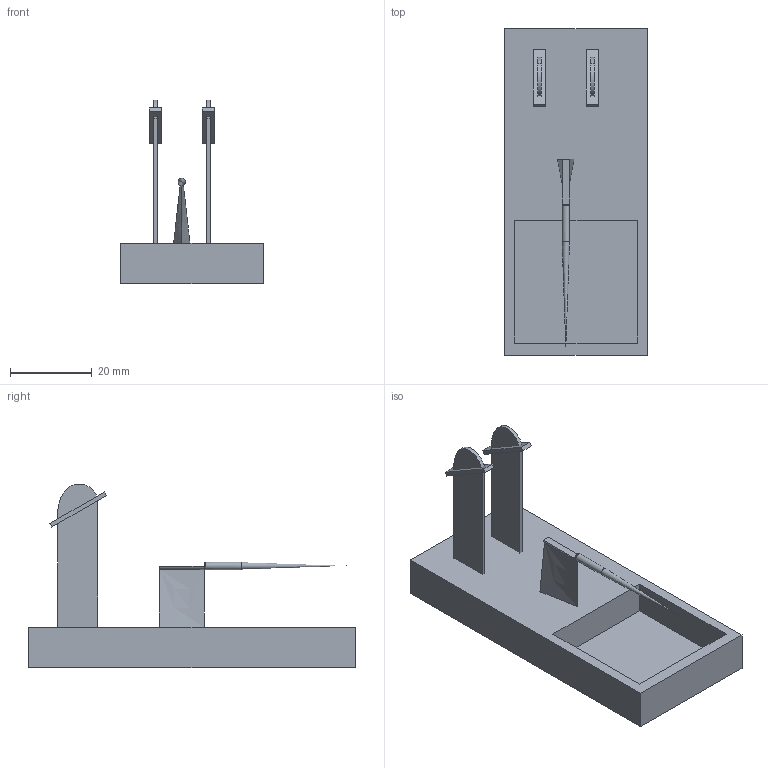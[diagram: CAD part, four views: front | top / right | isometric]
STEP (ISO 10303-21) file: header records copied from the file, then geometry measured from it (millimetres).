
FILE_DESCRIPTION(/* description */ (''),/* implementation_level */ '2;1');
FILE_NAME(/* name */ 'Placement tool-expander tool.step',/* time_stamp */ '2024-06-14T15:47:36-07:00',/* author */ (''),/* organization */ (''),/* preprocessor_version */ 'ST-DEVELOPER v20',/* originating_system */ 'Autodesk Translation Framework v13.14.0.145',/* authorisation */ '');
FILE_SCHEMA (('AUTOMOTIVE_DESIGN { 1 0 10303 214 3 1 1 }'));
Length unit declared in the file: millimetre
Products named in the file (1): Placement tool v5
Bounding box: 35 x 80 x 45.06 mm (x, y, z)
Volume: 21750.1 mm3; surface area: 11139.8 mm2
Topology: 5 solids, 5 shells, 58 faces, 130 edges, 83 vertices
Faces by surface type: plane 45, cylinder 10, bspline 2, cone 1
Full cylindrical faces by diameter (mm): 1.8 x1
Entity records: 1642 total; most frequent: CARTESIAN_POINT 307, DIRECTION 267, ORIENTED_EDGE 258, EDGE_CURVE 129, LINE 101, VECTOR 101, VERTEX_POINT 83, AXIS2_PLACEMENT_3D 83
